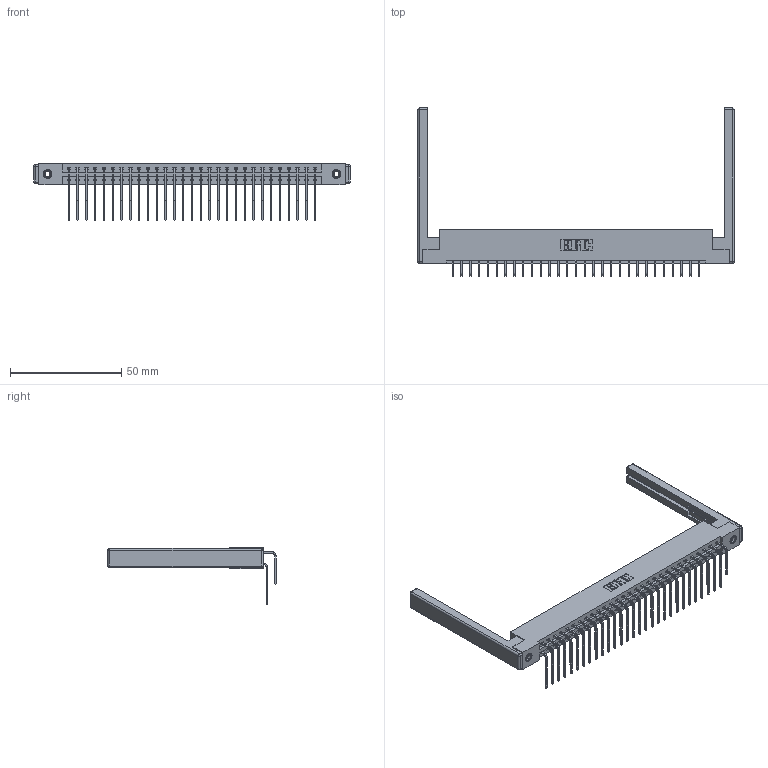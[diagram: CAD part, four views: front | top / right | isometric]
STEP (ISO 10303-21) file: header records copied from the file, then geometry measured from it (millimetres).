
FILE_DESCRIPTION (( 'STEP AP203' ), '1' );
FILE_NAME ('337-058-559-268.STEP', '2019-10-09T20:05:45', ( '' ), ( '' ), 'SwSTEP 2.0', 'SolidWorks 2016', '' );
FILE_SCHEMA (( 'CONFIG_CONTROL_DESIGN' ));
Length unit declared in the file: inch
Products named in the file (6): 345-292-001_559 Tail - 2; 307-220-068; 345-250-001_345-250-001-102; 345-292-001_558 559 Tail - 1; 337-058-559-268; 337 Part_Flush Mounting Lugs - 0.156 Dia-TI
Assembly tree (63 placements, depth 2):
  337-058-559-268
    337 Part_Flush Mounting Lugs - 0.156 Dia-TI
    345-292-001_558 559 Tail - 1  x29
    345-292-001_559 Tail - 2  x29
    345-250-001_345-250-001-102  x2
    307-220-068  x2
Bounding box: 142.34 x 75.63 x 25.53 mm (x, y, z)
Volume: 19547.4 mm3; surface area: 22729.5 mm2
Topology: 63 solids, 63 shells, 3516 faces, 10387 edges, 6826 vertices
Faces by surface type: plane 2478, cylinder 1014, cone 12, sphere 8, torus 4
Entity records: 28710 total; most frequent: CARTESIAN_POINT 4858, ORIENTED_EDGE 4732, DIRECTION 4208, EDGE_CURVE 2366, LINE 2148, VECTOR 2148, VERTEX_POINT 1566, AXIS2_PLACEMENT_3D 1030
